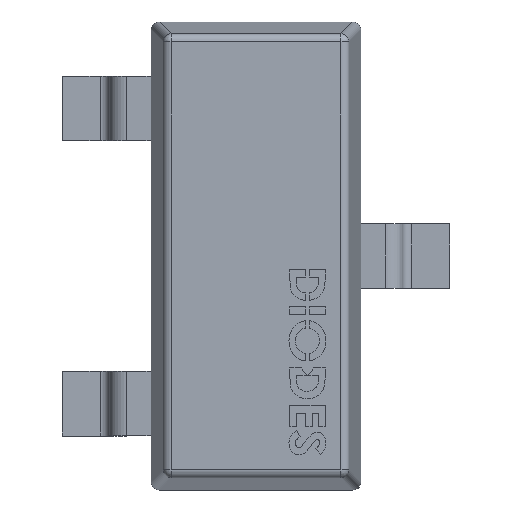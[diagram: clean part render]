
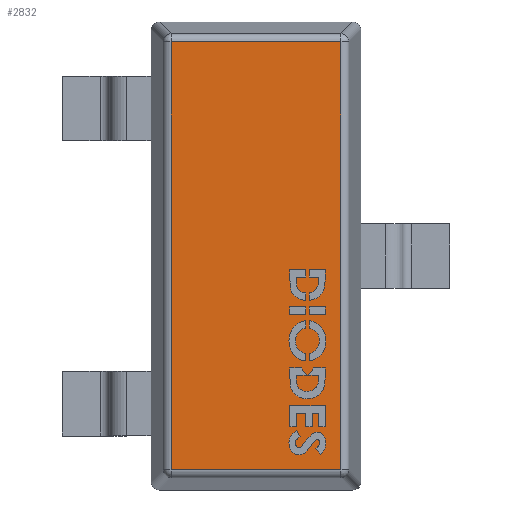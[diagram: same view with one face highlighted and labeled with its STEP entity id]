
A CAD part, top view. The second image highlights one B-rep face of the part: STEP entity #2832.
In plain terms, the highlighted planar face has unit normal (0, 0, 1).
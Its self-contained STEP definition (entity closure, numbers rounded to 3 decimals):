
#159=PLANE('',#3144);
#275=LINE('',#4062,#572);
#281=LINE('',#4081,#578);
#283=LINE('',#4084,#580);
#289=LINE('',#4093,#586);
#572=VECTOR('',#3375,10.);
#578=VECTOR('',#3397,10.);
#580=VECTOR('',#3401,10.);
#586=VECTOR('',#3413,10.);
#915=FACE_OUTER_BOUND('',#1090,.T.);
#1090=EDGE_LOOP('',(#2073,#2074,#2075,#2076));
#1300=VERTEX_POINT('',#4034);
#1305=VERTEX_POINT('',#4047);
#1308=VERTEX_POINT('',#4054);
#1312=VERTEX_POINT('',#4068);
#1585=EDGE_CURVE('',#1308,#1300,#275,.T.);
#1595=EDGE_CURVE('',#1305,#1312,#281,.T.);
#1597=EDGE_CURVE('',#1312,#1308,#283,.T.);
#1603=EDGE_CURVE('',#1300,#1305,#289,.T.);
#2073=ORIENTED_EDGE('',*,*,#1595,.F.);
#2074=ORIENTED_EDGE('',*,*,#1603,.F.);
#2075=ORIENTED_EDGE('',*,*,#1585,.F.);
#2076=ORIENTED_EDGE('',*,*,#1597,.F.);
#2832=ADVANCED_FACE('',(#915),#159,.T.);
#3144=AXIS2_PLACEMENT_3D('',#4112,#3440,#3441);
#3375=DIRECTION('',(0.,-1.,0.));
#3397=DIRECTION('',(0.,1.,0.));
#3401=DIRECTION('',(1.,0.,0.));
#3413=DIRECTION('',(-1.,0.,0.));
#3440=DIRECTION('center_axis',(0.,0.,1.));
#3441=DIRECTION('ref_axis',(1.,0.,0.));
#4034=CARTESIAN_POINT('',(0.526,-1.326,1.1));
#4047=CARTESIAN_POINT('',(-0.526,-1.326,1.1));
#4054=CARTESIAN_POINT('',(0.526,1.326,1.1));
#4062=CARTESIAN_POINT('',(0.526,0.,1.1));
#4068=CARTESIAN_POINT('',(-0.526,1.326,1.1));
#4081=CARTESIAN_POINT('',(-0.526,0.,1.1));
#4084=CARTESIAN_POINT('',(-0.488,1.326,1.1));
#4093=CARTESIAN_POINT('',(-0.488,-1.326,1.1));
#4112=CARTESIAN_POINT('Origin',(-0.65,0.,1.1));
